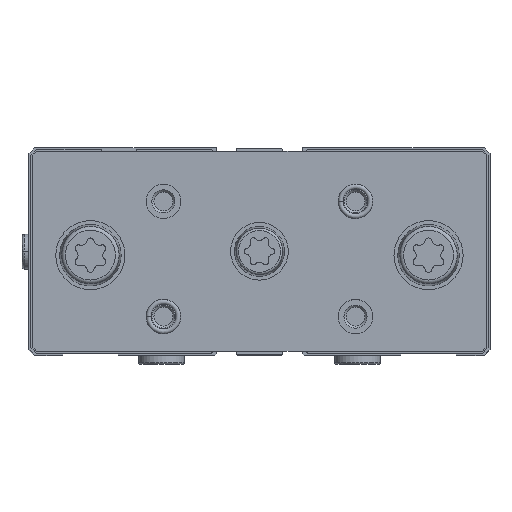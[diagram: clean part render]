
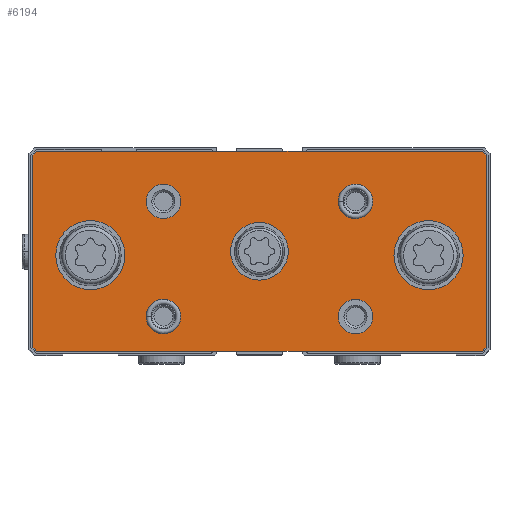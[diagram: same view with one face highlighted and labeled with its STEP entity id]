
A CAD part, top view. The second image highlights one B-rep face of the part: STEP entity #6194.
In plain terms, the highlighted face is planar.
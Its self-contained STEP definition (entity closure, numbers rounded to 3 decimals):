
#434=LINE('',#10470,#866);
#438=LINE('',#10479,#870);
#441=LINE('',#10489,#873);
#444=LINE('',#10495,#876);
#447=LINE('',#10501,#879);
#450=LINE('',#10507,#882);
#453=LINE('',#10517,#885);
#456=LINE('',#10523,#888);
#866=VECTOR('',#8491,1000.);
#870=VECTOR('',#8497,1000.);
#873=VECTOR('',#8506,1000.);
#876=VECTOR('',#8511,1000.);
#879=VECTOR('',#8516,1000.);
#882=VECTOR('',#8521,1000.);
#885=VECTOR('',#8530,1000.);
#888=VECTOR('',#8535,1000.);
#1095=PLANE('',#6899);
#1433=CIRCLE('',#6900,7.5);
#1434=CIRCLE('',#6901,9.);
#1435=CIRCLE('',#6902,9.);
#1436=CIRCLE('',#6903,4.5);
#1437=CIRCLE('',#6904,4.5);
#1438=CIRCLE('',#6905,4.5);
#1439=CIRCLE('',#6906,4.5);
#2777=ORIENTED_EDGE('',*,*,#3823,.F.);
#2778=ORIENTED_EDGE('',*,*,#3824,.F.);
#2779=ORIENTED_EDGE('',*,*,#3825,.F.);
#2780=ORIENTED_EDGE('',*,*,#3826,.F.);
#2781=ORIENTED_EDGE('',*,*,#3827,.F.);
#2782=ORIENTED_EDGE('',*,*,#3828,.F.);
#2783=ORIENTED_EDGE('',*,*,#3829,.F.);
#2784=ORIENTED_EDGE('',*,*,#3788,.T.);
#2785=ORIENTED_EDGE('',*,*,#3792,.T.);
#2786=ORIENTED_EDGE('',*,*,#3797,.T.);
#2787=ORIENTED_EDGE('',*,*,#3800,.T.);
#2788=ORIENTED_EDGE('',*,*,#3803,.T.);
#2789=ORIENTED_EDGE('',*,*,#3806,.T.);
#2790=ORIENTED_EDGE('',*,*,#3811,.T.);
#2791=ORIENTED_EDGE('',*,*,#3814,.T.);
#3788=EDGE_CURVE('',#4446,#4447,#434,.T.);
#3792=EDGE_CURVE('',#4447,#4450,#438,.T.);
#3797=EDGE_CURVE('',#4450,#4454,#441,.T.);
#3800=EDGE_CURVE('',#4454,#4456,#444,.T.);
#3803=EDGE_CURVE('',#4456,#4458,#447,.T.);
#3806=EDGE_CURVE('',#4458,#4460,#450,.T.);
#3811=EDGE_CURVE('',#4460,#4464,#453,.T.);
#3814=EDGE_CURVE('',#4464,#4446,#456,.T.);
#3823=EDGE_CURVE('',#4473,#4473,#1433,.T.);
#3824=EDGE_CURVE('',#4474,#4474,#1434,.T.);
#3825=EDGE_CURVE('',#4475,#4475,#1435,.T.);
#3826=EDGE_CURVE('',#4476,#4476,#1436,.T.);
#3827=EDGE_CURVE('',#4477,#4477,#1437,.T.);
#3828=EDGE_CURVE('',#4478,#4478,#1438,.T.);
#3829=EDGE_CURVE('',#4479,#4479,#1439,.T.);
#4446=VERTEX_POINT('',#10471);
#4447=VERTEX_POINT('',#10472);
#4450=VERTEX_POINT('',#10480);
#4454=VERTEX_POINT('',#10490);
#4456=VERTEX_POINT('',#10496);
#4458=VERTEX_POINT('',#10502);
#4460=VERTEX_POINT('',#10508);
#4464=VERTEX_POINT('',#10518);
#4473=VERTEX_POINT('',#10542);
#4474=VERTEX_POINT('',#10544);
#4475=VERTEX_POINT('',#10546);
#4476=VERTEX_POINT('',#10548);
#4477=VERTEX_POINT('',#10550);
#4478=VERTEX_POINT('',#10552);
#4479=VERTEX_POINT('',#10554);
#5018=EDGE_LOOP('',(#2777));
#5019=EDGE_LOOP('',(#2778));
#5020=EDGE_LOOP('',(#2779));
#5021=EDGE_LOOP('',(#2780));
#5022=EDGE_LOOP('',(#2781));
#5023=EDGE_LOOP('',(#2782));
#5024=EDGE_LOOP('',(#2783));
#5025=EDGE_LOOP('',(#2784,#2785,#2786,#2787,#2788,#2789,#2790,#2791));
#5590=FACE_BOUND('',#5018,.T.);
#5591=FACE_BOUND('',#5019,.T.);
#5592=FACE_BOUND('',#5020,.T.);
#5593=FACE_BOUND('',#5021,.T.);
#5594=FACE_BOUND('',#5022,.T.);
#5595=FACE_BOUND('',#5023,.T.);
#5596=FACE_BOUND('',#5024,.T.);
#5597=FACE_BOUND('',#5025,.T.);
#6194=ADVANCED_FACE('',(#5590,#5591,#5592,#5593,#5594,#5595,#5596,#5597),
#1095,.T.);
#6899=AXIS2_PLACEMENT_3D('',#10540,#8553,#8554);
#6900=AXIS2_PLACEMENT_3D('',#10541,#8555,#8556);
#6901=AXIS2_PLACEMENT_3D('',#10543,#8557,#8558);
#6902=AXIS2_PLACEMENT_3D('',#10545,#8559,#8560);
#6903=AXIS2_PLACEMENT_3D('',#10547,#8561,#8562);
#6904=AXIS2_PLACEMENT_3D('',#10549,#8563,#8564);
#6905=AXIS2_PLACEMENT_3D('',#10551,#8565,#8566);
#6906=AXIS2_PLACEMENT_3D('',#10553,#8567,#8568);
#8491=DIRECTION('',(0.,-1.,0.));
#8497=DIRECTION('',(0.,-0.707,-0.707));
#8506=DIRECTION('',(0.,0.,-1.));
#8511=DIRECTION('',(0.,0.707,-0.707));
#8516=DIRECTION('',(0.,1.,0.));
#8521=DIRECTION('',(0.,0.707,0.707));
#8530=DIRECTION('',(0.,0.,1.));
#8535=DIRECTION('',(0.,-0.707,0.707));
#8553=DIRECTION('',(1.,0.,0.));
#8554=DIRECTION('',(0.,0.,-1.));
#8555=DIRECTION('',(1.,0.,0.));
#8556=DIRECTION('',(0.,0.,-1.));
#8557=DIRECTION('',(1.,0.,0.));
#8558=DIRECTION('',(0.,0.,-1.));
#8559=DIRECTION('',(1.,0.,0.));
#8560=DIRECTION('',(0.,0.,-1.));
#8561=DIRECTION('',(1.,0.,0.));
#8562=DIRECTION('',(0.,0.,-1.));
#8563=DIRECTION('',(1.,0.,0.));
#8564=DIRECTION('',(0.,0.,-1.));
#8565=DIRECTION('',(1.,0.,0.));
#8566=DIRECTION('',(0.,0.,-1.));
#8567=DIRECTION('',(1.,0.,0.));
#8568=DIRECTION('',(0.,0.,-1.));
#10470=CARTESIAN_POINT('',(16.,25.,59.));
#10471=CARTESIAN_POINT('',(16.,25.,59.));
#10472=CARTESIAN_POINT('',(16.,-25.,59.));
#10479=CARTESIAN_POINT('',(16.,-25.,59.));
#10480=CARTESIAN_POINT('',(16.,-26.,58.));
#10489=CARTESIAN_POINT('',(16.,-26.,58.));
#10490=CARTESIAN_POINT('',(16.,-26.,-58.));
#10495=CARTESIAN_POINT('',(16.,-26.,-58.));
#10496=CARTESIAN_POINT('',(16.,-25.,-59.));
#10501=CARTESIAN_POINT('',(16.,-25.,-59.));
#10502=CARTESIAN_POINT('',(16.,25.,-59.));
#10507=CARTESIAN_POINT('',(16.,25.,-59.));
#10508=CARTESIAN_POINT('',(16.,26.,-58.));
#10517=CARTESIAN_POINT('',(16.,26.,-58.));
#10518=CARTESIAN_POINT('',(16.,26.,58.));
#10523=CARTESIAN_POINT('',(16.,26.,58.));
#10540=CARTESIAN_POINT('',(16.,0.,0.));
#10541=CARTESIAN_POINT('',(16.,0.,0.));
#10542=CARTESIAN_POINT('',(16.,0.,-7.5));
#10543=CARTESIAN_POINT('',(16.,-1.,-44.));
#10544=CARTESIAN_POINT('',(16.,-1.,-53.));
#10545=CARTESIAN_POINT('',(16.,-1.,44.));
#10546=CARTESIAN_POINT('',(16.,-1.,35.));
#10547=CARTESIAN_POINT('',(16.,13.,-25.));
#10548=CARTESIAN_POINT('',(16.,13.,-29.5));
#10549=CARTESIAN_POINT('',(16.,13.,25.));
#10550=CARTESIAN_POINT('',(16.,13.,20.5));
#10551=CARTESIAN_POINT('',(16.,-17.,-25.));
#10552=CARTESIAN_POINT('',(16.,-17.,-29.5));
#10553=CARTESIAN_POINT('',(16.,-17.,25.));
#10554=CARTESIAN_POINT('',(16.,-17.,20.5));
